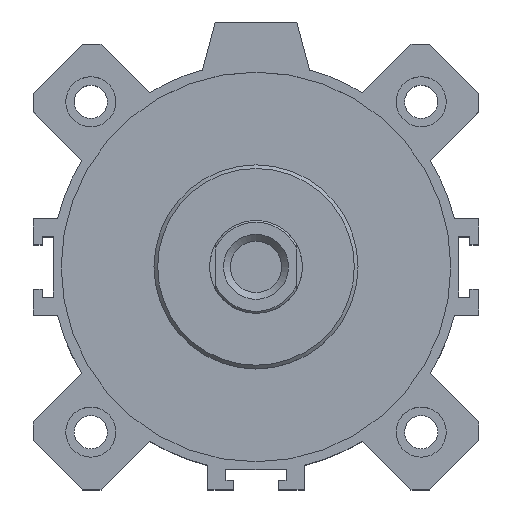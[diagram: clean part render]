
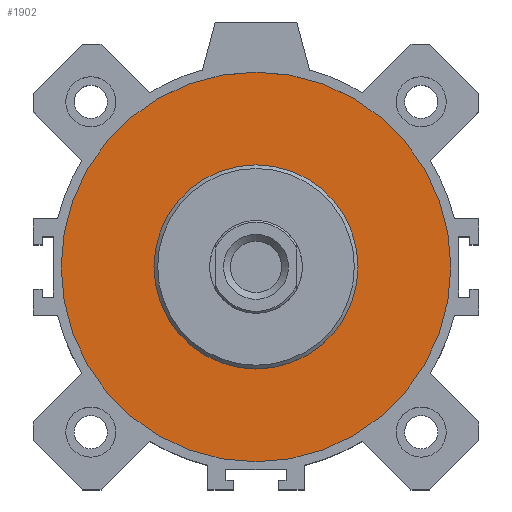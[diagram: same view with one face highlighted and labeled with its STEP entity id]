
A CAD part, top view. The second image highlights one B-rep face of the part: STEP entity #1902.
In plain terms, the highlighted planar face has unit normal (0, 0, 1).
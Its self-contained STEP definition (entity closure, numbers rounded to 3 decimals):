
#405=PLANE('',#2044);
#495=FACE_BOUND('',#671,.T.);
#496=FACE_BOUND('',#672,.T.);
#671=EDGE_LOOP('',(#1425));
#672=EDGE_LOOP('',(#1426));
#845=CIRCLE('',#2042,52.5);
#847=CIRCLE('',#2045,27.5);
#972=VERTEX_POINT('',#2939);
#974=VERTEX_POINT('',#2944);
#1161=EDGE_CURVE('',#972,#972,#845,.T.);
#1163=EDGE_CURVE('',#974,#974,#847,.T.);
#1425=ORIENTED_EDGE('',*,*,#1163,.F.);
#1426=ORIENTED_EDGE('',*,*,#1161,.F.);
#1902=ADVANCED_FACE('',(#495,#496),#405,.T.);
#2042=AXIS2_PLACEMENT_3D('',#2940,#2315,#2316);
#2044=AXIS2_PLACEMENT_3D('',#2943,#2319,#2320);
#2045=AXIS2_PLACEMENT_3D('',#2945,#2321,#2322);
#2315=DIRECTION('center_axis',(0.,0.,-1.));
#2316=DIRECTION('ref_axis',(-1.,0.,0.));
#2319=DIRECTION('center_axis',(0.,0.,1.));
#2320=DIRECTION('ref_axis',(1.,0.,0.));
#2321=DIRECTION('center_axis',(0.,0.,1.));
#2322=DIRECTION('ref_axis',(-1.,0.,0.));
#2939=CARTESIAN_POINT('',(52.5,0.,-2.));
#2940=CARTESIAN_POINT('Origin',(0.,0.,-2.));
#2943=CARTESIAN_POINT('Origin',(0.,0.,
-2.));
#2944=CARTESIAN_POINT('',(27.5,0.,-2.));
#2945=CARTESIAN_POINT('Origin',(0.,0.,-2.));
